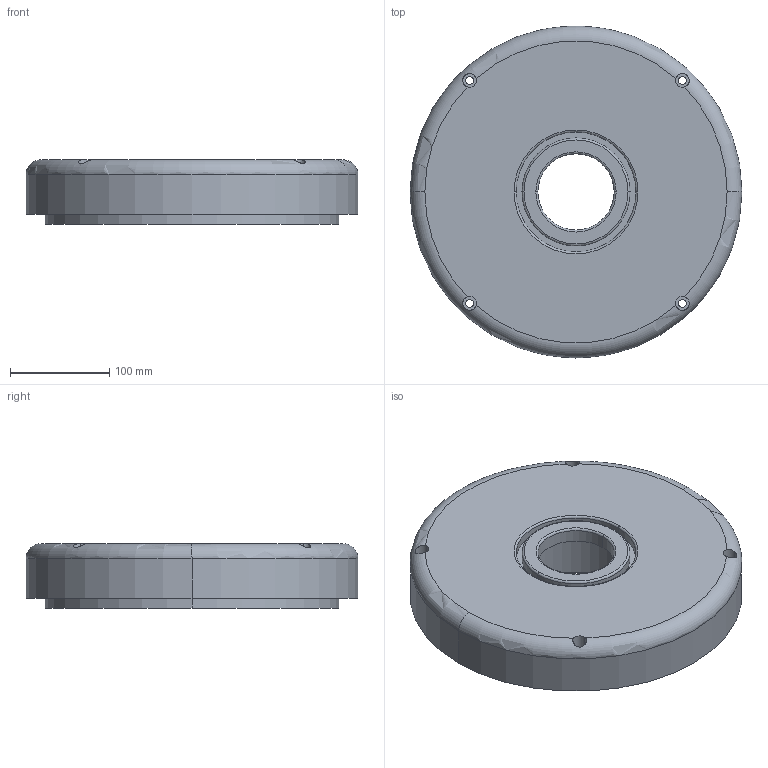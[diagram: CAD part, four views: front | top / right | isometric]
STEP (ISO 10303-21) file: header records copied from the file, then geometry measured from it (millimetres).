
FILE_DESCRIPTION (( 'STEP AP203' ), '1' );
FILE_NAME ('on kapak.STEP', '2018-03-23T11:22:02', ( '' ), ( '' ), 'SwSTEP 2.0', 'SolidWorks 2017', '' );
FILE_SCHEMA (( 'CONFIG_CONTROL_DESIGN' ));
Length unit declared in the file: millimetre
Products named in the file (1): on kapak
Bounding box: 335 x 335 x 65 mm (x, y, z)
Volume: 4900908.3 mm3; surface area: 260756.2 mm2
Topology: 1 solids, 1 shells, 46 faces, 112 edges, 72 vertices
Faces by surface type: cylinder 28, plane 10, torus 8
Entity records: 1705 total; most frequent: CARTESIAN_POINT 467, DIRECTION 274, ORIENTED_EDGE 224, AXIS2_PLACEMENT_3D 123, EDGE_CURVE 112, CIRCLE 76, VERTEX_POINT 72, EDGE_LOOP 60
